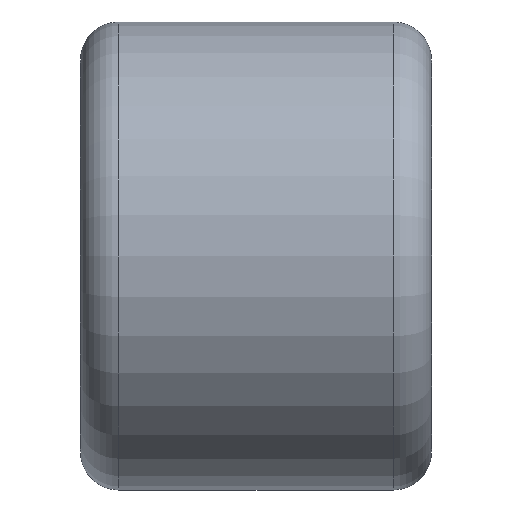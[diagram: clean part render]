
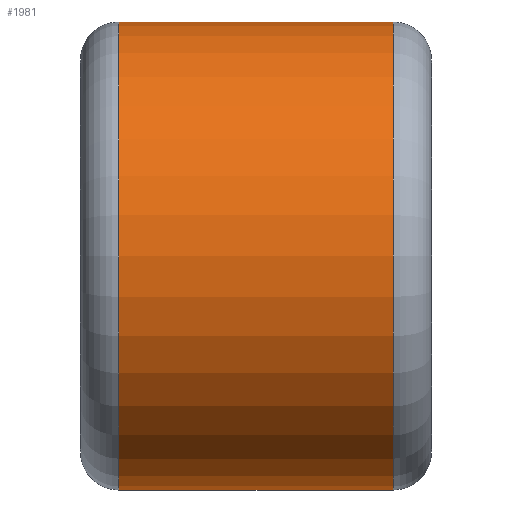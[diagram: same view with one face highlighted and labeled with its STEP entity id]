
A CAD part, front view. The second image highlights one B-rep face of the part: STEP entity #1981.
In plain terms, the highlighted cylindrical face has radius 40 mm (diameter 80 mm), a partial arc.
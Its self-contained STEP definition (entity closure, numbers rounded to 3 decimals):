
#64 = CARTESIAN_POINT ( 'NONE',  ( -23.5, 0., 251.361 ) ) ;
#240 = DIRECTION ( 'NONE',  ( -1., 0., 0. ) ) ;
#339 = ORIENTED_EDGE ( 'NONE', *, *, #2236, .T. ) ;
#381 = VECTOR ( 'NONE', #240, 1000. ) ;
#441 = VERTEX_POINT ( 'NONE', #4442 ) ;
#540 = ORIENTED_EDGE ( 'NONE', *, *, #795, .T. ) ;
#617 = CARTESIAN_POINT ( 'NONE',  ( -57.637, 0., 291.361 ) ) ;
#762 = LINE ( 'NONE', #3304, #4116 ) ;
#795 = EDGE_CURVE ( 'NONE', #4024, #2542, #2362, .T. ) ;
#949 = DIRECTION ( 'NONE',  ( 0., 0., 1. ) ) ;
#1105 = DIRECTION ( 'NONE',  ( 1., 0., 0. ) ) ;
#1416 = EDGE_LOOP ( 'NONE', ( #4292, #2404, #339, #540 ) ) ;
#1648 = DIRECTION ( 'NONE',  ( -1., 0., 0. ) ) ;
#1756 = VERTEX_POINT ( 'NONE', #3841 ) ;
#1944 = DIRECTION ( 'NONE',  ( 0., 0., 1. ) ) ;
#1952 = CYLINDRICAL_SURFACE ( 'NONE', #2109, 40. ) ;
#1981 = ADVANCED_FACE ( 'NONE', ( #2207 ), #1952, .T. ) ;
#2109 = AXIS2_PLACEMENT_3D ( 'NONE', #617, #1648, #949 ) ;
#2130 = AXIS2_PLACEMENT_3D ( 'NONE', #4309, #1105, #4372 ) ;
#2169 = DIRECTION ( 'NONE',  ( -1., 0., 0. ) ) ;
#2207 = FACE_OUTER_BOUND ( 'NONE', #1416, .T. ) ;
#2236 = EDGE_CURVE ( 'NONE', #441, #4024, #762, .T. ) ;
#2362 = CIRCLE ( 'NONE', #2130, 40. ) ;
#2381 = LINE ( 'NONE', #3838, #381 ) ;
#2404 = ORIENTED_EDGE ( 'NONE', *, *, #2432, .T. ) ;
#2432 = EDGE_CURVE ( 'NONE', #1756, #441, #3809, .T. ) ;
#2542 = VERTEX_POINT ( 'NONE', #64 ) ;
#2723 = DIRECTION ( 'NONE',  ( -1., 0., 0. ) ) ;
#2818 = AXIS2_PLACEMENT_3D ( 'NONE', #3749, #2723, #1944 ) ;
#2977 = EDGE_CURVE ( 'NONE', #1756, #2542, #2381, .T. ) ;
#3297 = CARTESIAN_POINT ( 'NONE',  ( -23.5, 0., 331.361 ) ) ;
#3304 = CARTESIAN_POINT ( 'NONE',  ( -57.637, 0., 331.361 ) ) ;
#3749 = CARTESIAN_POINT ( 'NONE',  ( 23.5, 0., 291.361 ) ) ;
#3809 = CIRCLE ( 'NONE', #2818, 40. ) ;
#3838 = CARTESIAN_POINT ( 'NONE',  ( -57.637, 0., 251.361 ) ) ;
#3841 = CARTESIAN_POINT ( 'NONE',  ( 23.5, 0., 251.361 ) ) ;
#4024 = VERTEX_POINT ( 'NONE', #3297 ) ;
#4116 = VECTOR ( 'NONE', #2169, 1000. ) ;
#4292 = ORIENTED_EDGE ( 'NONE', *, *, #2977, .F. ) ;
#4309 = CARTESIAN_POINT ( 'NONE',  ( -23.5, 0., 291.361 ) ) ;
#4372 = DIRECTION ( 'NONE',  ( 0., 0., -1. ) ) ;
#4442 = CARTESIAN_POINT ( 'NONE',  ( 23.5, 0., 331.361 ) ) ;
